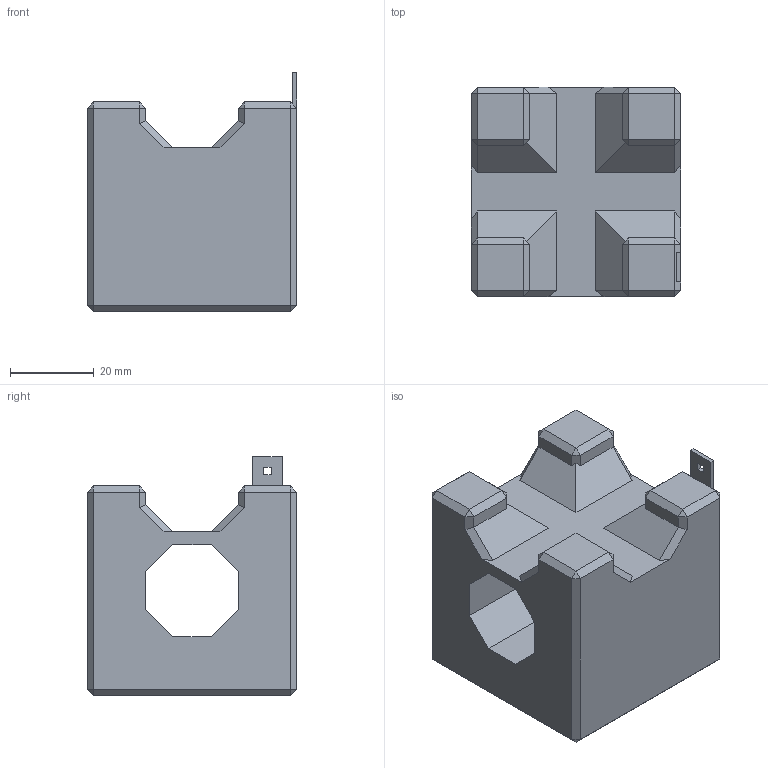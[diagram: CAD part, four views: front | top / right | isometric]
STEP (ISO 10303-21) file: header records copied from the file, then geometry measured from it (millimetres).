
FILE_DESCRIPTION (( 'STEP AP214' ), '1' );
FILE_NAME ('Cuboro_4.STEP', '2022-02-24T19:20:24', ( '' ), ( '' ), 'SwSTEP 2.0', 'SolidWorks 2019', '' );
FILE_SCHEMA (( 'AUTOMOTIVE_DESIGN' ));
Length unit declared in the file: millimetre
Products named in the file (1): Cuboro_4
Bounding box: 50 x 50 x 57 mm (x, y, z)
Volume: 88012.1 mm3; surface area: 17383 mm2
Topology: 1 solids, 1 shells, 106 faces, 244 edges, 140 vertices
Faces by surface type: plane 106
Entity records: 2886 total; most frequent: CARTESIAN_POINT 491, ORIENTED_EDGE 488, DIRECTION 458, EDGE_CURVE 244, VECTOR 244, LINE 244, VERTEX_POINT 140, EDGE_LOOP 110
